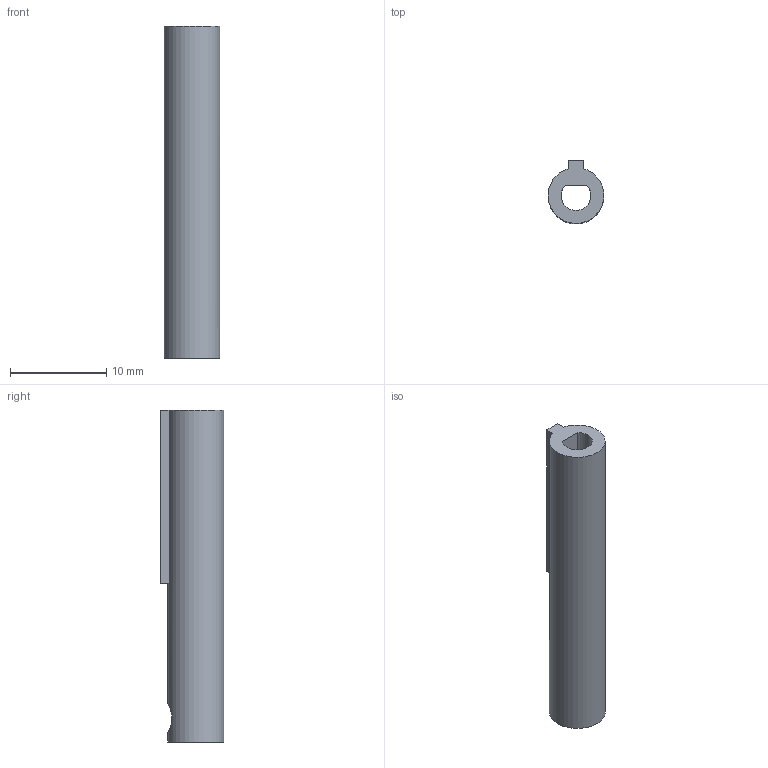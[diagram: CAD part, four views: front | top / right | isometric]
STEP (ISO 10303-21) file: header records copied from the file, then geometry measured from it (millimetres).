
FILE_DESCRIPTION(/* description */ (''),/* implementation_level */ '2;1');
FILE_NAME(/* name */ 'Motor_connector(AMC2.5).step',/* time_stamp */ '2023-07-30T19:38:16+08:00',/* author */ (''),/* organization */ (''),/* preprocessor_version */ 'ST-DEVELOPER v19.2',/* originating_system */ 'Autodesk Translation Framework v11.17.0.187',/* authorisation */ '');
FILE_SCHEMA (('AUTOMOTIVE_DESIGN { 1 0 10303 214 3 1 1 }'));
Length unit declared in the file: millimetre
Products named in the file (1): Motor_connector(AMC2.5)
Bounding box: 5.79 x 6.58 x 34.5 mm (x, y, z)
Volume: 689.1 mm3; surface area: 1032.1 mm2
Topology: 1 solids, 1 shells, 13 faces, 32 edges, 20 vertices
Faces by surface type: plane 10, cylinder 3
Full cylindrical faces by diameter (mm): 3 x1, 5.8 x1
Entity records: 457 total; most frequent: CARTESIAN_POINT 99, DIRECTION 70, ORIENTED_EDGE 64, EDGE_CURVE 32, AXIS2_PLACEMENT_3D 25, LINE 20, VECTOR 20, VERTEX_POINT 20
